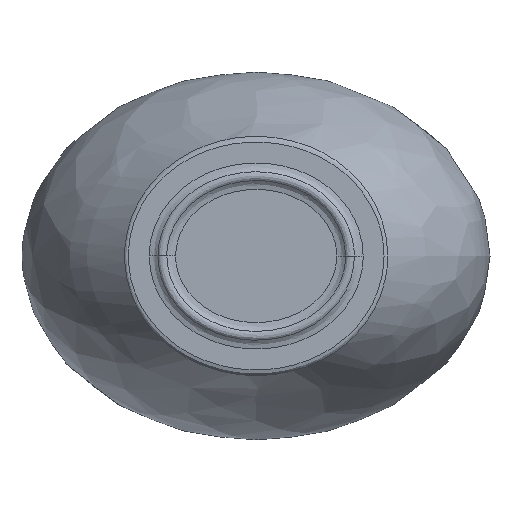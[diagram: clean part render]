
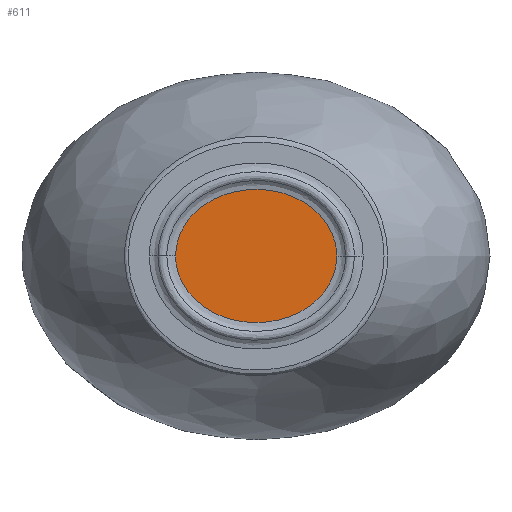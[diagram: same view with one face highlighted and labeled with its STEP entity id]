
A CAD part, front view. The second image highlights one B-rep face of the part: STEP entity #611.
In plain terms, the highlighted free-form (B-spline) face has degree [1, 1] with [2, 2] control points.
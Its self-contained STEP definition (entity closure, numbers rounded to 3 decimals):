
#406 = VERTEX_POINT('',#407);
#407 = CARTESIAN_POINT('',(6.818,0.,0.));
#413 = EDGE_CURVE('',#406,#414,#416,.T.);
#414 = VERTEX_POINT('',#415);
#415 = CARTESIAN_POINT('',(-6.818,0.,0.));
#416 = B_SPLINE_CURVE_WITH_KNOTS('',3,(#417,#418,#419,#420,#421,#422,
    #423,#424,#425,#426,#427,#428,#429,#430,#431,#432,#433,#434),
  .UNSPECIFIED.,.F.,.F.,(4,2,2,2,2,2,2,2,4),(-1.951,
    -1.859,-1.709,-1.502,-1.251,
    -0.952,-0.571,-0.273,0.),.UNSPECIFIED.);
#417 = CARTESIAN_POINT('',(6.818,0.,0.));
#418 = CARTESIAN_POINT('',(6.818,0.,-0.307));
#419 = CARTESIAN_POINT('',(6.788,0.,-0.616));
#420 = CARTESIAN_POINT('',(6.631,0.,-1.412));
#421 = CARTESIAN_POINT('',(6.454,0.,-1.891));
#422 = CARTESIAN_POINT('',(5.885,0.,-2.937));
#423 = CARTESIAN_POINT('',(5.428,0.,-3.484));
#424 = CARTESIAN_POINT('',(4.267,0.,-4.476));
#425 = CARTESIAN_POINT('',(3.511,0.,-4.895));
#426 = CARTESIAN_POINT('',(1.776,0.,-5.511));
#427 = CARTESIAN_POINT('',(0.763,0.,-5.663));
#428 = CARTESIAN_POINT('',(-1.513,0.,-5.597));
#429 = CARTESIAN_POINT('',(-2.789,0.,-5.27));
#430 = CARTESIAN_POINT('',(-4.764,0.,-4.14));
#431 = CARTESIAN_POINT('',(-5.528,0.,-3.449));
#432 = CARTESIAN_POINT('',(-6.54,0.,-1.824));
#433 = CARTESIAN_POINT('',(-6.818,0.,-0.91));
#434 = CARTESIAN_POINT('',(-6.818,0.,0.));
#520 = EDGE_CURVE('',#414,#406,#521,.T.);
#521 = B_SPLINE_CURVE_WITH_KNOTS('',3,(#522,#523,#524,#525,#526,#527,
    #528,#529,#530,#531,#532,#533,#534,#535),.UNSPECIFIED.,.F.,.F.,(4,2,
    2,2,2,2,4),(-1.951,-1.662,-1.359,
    -1.002,-0.56,-0.196,0.),.UNSPECIFIED.);
#522 = CARTESIAN_POINT('',(-6.818,0.,0.));
#523 = CARTESIAN_POINT('',(-6.818,0.,0.963));
#524 = CARTESIAN_POINT('',(-6.507,0.,1.924));
#525 = CARTESIAN_POINT('',(-5.41,0.,3.577));
#526 = CARTESIAN_POINT('',(-4.614,0.,4.256));
#527 = CARTESIAN_POINT('',(-2.66,0.,5.3));
#528 = CARTESIAN_POINT('',(-1.468,0.,5.594));
#529 = CARTESIAN_POINT('',(1.211,0.,5.678));
#530 = CARTESIAN_POINT('',(2.714,0.,5.336));
#531 = CARTESIAN_POINT('',(5.038,0.,3.961));
#532 = CARTESIAN_POINT('',(5.93,0.,3.031));
#533 = CARTESIAN_POINT('',(6.679,0.,1.313));
#534 = CARTESIAN_POINT('',(6.818,0.,0.652));
#535 = CARTESIAN_POINT('',(6.818,0.,0.));
#611 = ADVANCED_FACE('',(#612),#616,.T.);
#612 = FACE_BOUND('',#613,.T.);
#613 = EDGE_LOOP('',(#614,#615));
#614 = ORIENTED_EDGE('',*,*,#413,.F.);
#615 = ORIENTED_EDGE('',*,*,#520,.F.);
#616 = B_SPLINE_SURFACE_WITH_KNOTS('',1,1,(
    (#617,#618)
    ,(#619,#620
    )),.UNSPECIFIED.,.F.,.F.,.F.,(2,2),(2,2),(-0.568,
    0.567),(-0.683,0.683),
  .PIECEWISE_BEZIER_KNOTS.);
#617 = CARTESIAN_POINT('',(-6.828,0.,5.667));
#618 = CARTESIAN_POINT('',(6.828,0.,5.667));
#619 = CARTESIAN_POINT('',(-6.828,0.,-5.68));
#620 = CARTESIAN_POINT('',(6.828,0.,-5.68));
